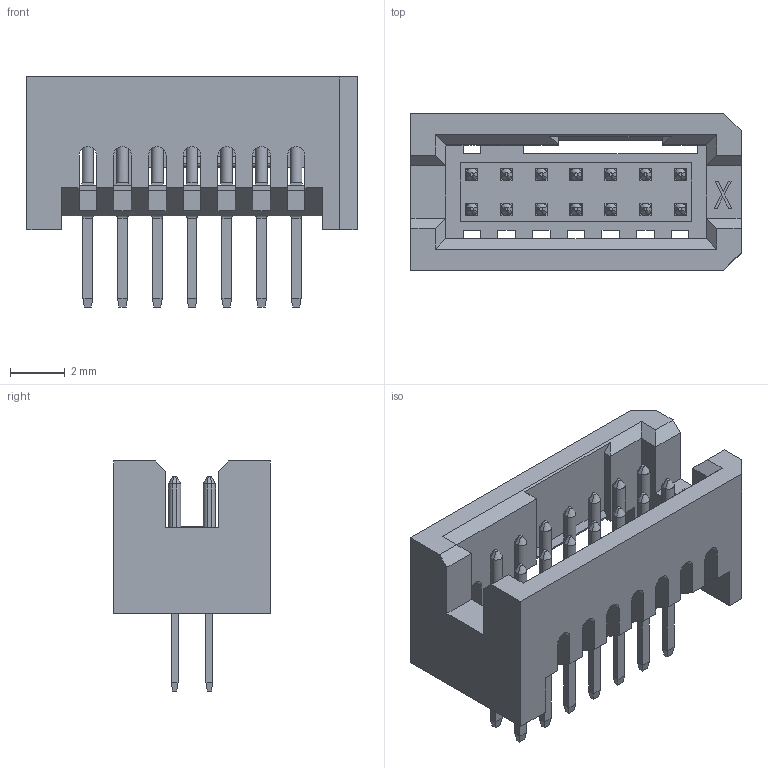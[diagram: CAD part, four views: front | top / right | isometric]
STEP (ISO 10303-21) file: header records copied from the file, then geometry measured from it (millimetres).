
FILE_DESCRIPTION( ('This file contains a STEP AP42 implementation' ,'as created by ZW3D STEP Interface translator.') ,'2;1' );
FILE_NAME( '3601-P014-A31SXXR11.stp' ,'24 413.1711 4', (''), ('ZWCAD Software Co.'), 'Version 1.0', 'ZW3D to STEP translator', '' );
FILE_SCHEMA(('AUTOMOTIVE_DESIGN { 1 0 10303 214 1 1 1 1 }'));
Length unit declared in the file: millimetre
Products named in the file (2): 0; 3601-P014-A31SXXR11
Bounding box: 12.07 x 5.72 x 8.41 mm (x, y, z)
Volume: 177.6 mm3; surface area: 560.9 mm2
Topology: 1 solids, 5 shells, 630 faces, 1533 edges, 932 vertices
Faces by surface type: plane 475, cylinder 99, bspline 56
Full cylindrical faces by diameter (mm): 0.5 x2
Entity records: 19575 total; most frequent: CARTESIAN_POINT 4716, ORIENTED_EDGE 3066, DIRECTION 2653, EDGE_CURVE 1533, VECTOR 1207, LINE 1207, VERTEX_POINT 932, AXIS2_PLACEMENT_3D 723
